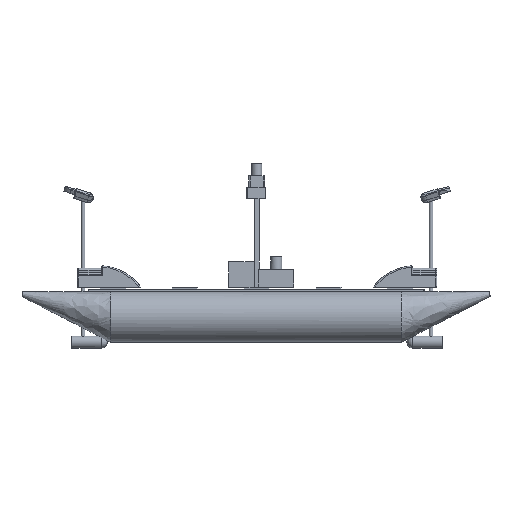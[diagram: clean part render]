
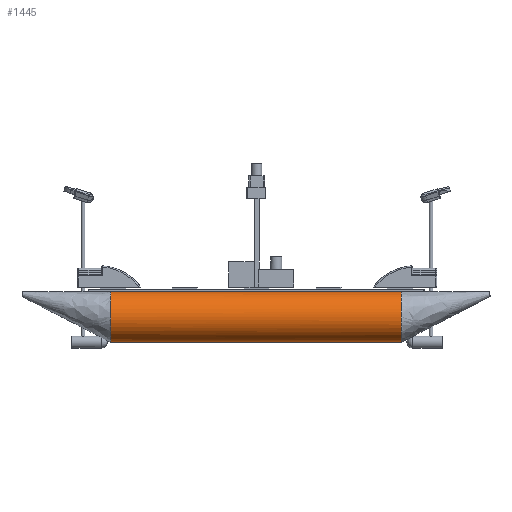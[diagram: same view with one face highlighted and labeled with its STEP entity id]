
A CAD part, left-side view. The second image highlights one B-rep face of the part: STEP entity #1445.
In plain terms, the highlighted free-form (B-spline) face has degree [2, 1] with [9, 2] control points.
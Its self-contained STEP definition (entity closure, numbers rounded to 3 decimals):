
#1320 = VERTEX_POINT('',#1321);
#1321 = CARTESIAN_POINT('',(-537.15,-925.175,
    230.676));
#1326 = EDGE_CURVE('',#1327,#1320,#1329,.T.);
#1327 = VERTEX_POINT('',#1328);
#1328 = CARTESIAN_POINT('',(-896.167,-925.175,
    220.148));
#1329 = ( BOUNDED_CURVE() B_SPLINE_CURVE(2,(#1330,#1331,#1332,#1333,
#1334),.UNSPECIFIED.,.F.,.F.) B_SPLINE_CURVE_WITH_KNOTS((3,2,3),(
    3.142,4.742,6.342),
.PIECEWISE_BEZIER_KNOTS.) CURVE() GEOMETRIC_REPRESENTATION_ITEM() 
RATIONAL_B_SPLINE_CURVE((1.,0.697,1.,0.697,1.)) 
REPRESENTATION_ITEM('') );
#1330 = CARTESIAN_POINT('',(-896.167,-925.175,
    220.148));
#1331 = CARTESIAN_POINT('',(-896.167,-925.175,
    35.14));
#1332 = CARTESIAN_POINT('',(-711.238,-925.175,
    40.563));
#1333 = CARTESIAN_POINT('',(-526.309,-925.175,
    45.986));
#1334 = CARTESIAN_POINT('',(-537.15,-925.175,
    230.676));
#1336 = EDGE_CURVE('',#1337,#1327,#1339,.T.);
#1337 = VERTEX_POINT('',#1338);
#1338 = CARTESIAN_POINT('',(-716.504,-925.175,
    399.811));
#1339 = ( BOUNDED_CURVE() B_SPLINE_CURVE(2,(#1340,#1341,#1342),
.UNSPECIFIED.,.F.,.F.) B_SPLINE_CURVE_WITH_KNOTS((3,3),(1.571,
3.142),.PIECEWISE_BEZIER_KNOTS.) CURVE() 
GEOMETRIC_REPRESENTATION_ITEM() RATIONAL_B_SPLINE_CURVE((1.,
0.707,1.)) REPRESENTATION_ITEM('') );
#1340 = CARTESIAN_POINT('',(-716.504,-925.175,
    399.811));
#1341 = CARTESIAN_POINT('',(-896.167,-925.175,
    399.811));
#1342 = CARTESIAN_POINT('',(-896.167,-925.175,
    220.148));
#1344 = EDGE_CURVE('',#1320,#1337,#1345,.T.);
#1345 = ( BOUNDED_CURVE() B_SPLINE_CURVE(2,(#1346,#1347,#1348),
.UNSPECIFIED.,.F.,.F.) B_SPLINE_CURVE_WITH_KNOTS((3,3),(
0.059,1.571),.PIECEWISE_BEZIER_KNOTS.) CURVE() 
GEOMETRIC_REPRESENTATION_ITEM() RATIONAL_B_SPLINE_CURVE((1.,
0.728,1.)) REPRESENTATION_ITEM('') );
#1346 = CARTESIAN_POINT('',(-537.15,-925.175,
    230.676));
#1347 = CARTESIAN_POINT('',(-547.079,-925.175,
    399.811));
#1348 = CARTESIAN_POINT('',(-716.504,-925.175,
    399.811));
#1395 = VERTEX_POINT('',#1396);
#1396 = CARTESIAN_POINT('',(-537.15,1140.943,
    230.676));
#1401 = EDGE_CURVE('',#1402,#1395,#1404,.T.);
#1402 = VERTEX_POINT('',#1403);
#1403 = CARTESIAN_POINT('',(-716.504,1140.943,
    399.811));
#1404 = ( BOUNDED_CURVE() B_SPLINE_CURVE(2,(#1405,#1406,#1407),
.UNSPECIFIED.,.F.,.F.) B_SPLINE_CURVE_WITH_KNOTS((3,3),(4.712,
6.225),.PIECEWISE_BEZIER_KNOTS.) CURVE() 
GEOMETRIC_REPRESENTATION_ITEM() RATIONAL_B_SPLINE_CURVE((1.,
0.728,1.)) REPRESENTATION_ITEM('') );
#1405 = CARTESIAN_POINT('',(-716.504,1140.943,
    399.811));
#1406 = CARTESIAN_POINT('',(-547.079,1140.943,
    399.811));
#1407 = CARTESIAN_POINT('',(-537.15,1140.943,
    230.676));
#1409 = EDGE_CURVE('',#1410,#1402,#1412,.T.);
#1410 = VERTEX_POINT('',#1411);
#1411 = CARTESIAN_POINT('',(-896.167,1140.943,
    220.148));
#1412 = ( BOUNDED_CURVE() B_SPLINE_CURVE(2,(#1413,#1414,#1415),
.UNSPECIFIED.,.F.,.F.) B_SPLINE_CURVE_WITH_KNOTS((3,3),(3.142,
4.712),.PIECEWISE_BEZIER_KNOTS.) CURVE() 
GEOMETRIC_REPRESENTATION_ITEM() RATIONAL_B_SPLINE_CURVE((1.,
0.707,1.)) REPRESENTATION_ITEM('') );
#1413 = CARTESIAN_POINT('',(-896.167,1140.943,
    220.148));
#1414 = CARTESIAN_POINT('',(-896.167,1140.943,
    399.811));
#1415 = CARTESIAN_POINT('',(-716.504,1140.943,
    399.811));
#1417 = EDGE_CURVE('',#1395,#1410,#1418,.T.);
#1418 = ( BOUNDED_CURVE() B_SPLINE_CURVE(2,(#1419,#1420,#1421,#1422,
#1423),.UNSPECIFIED.,.F.,.F.) B_SPLINE_CURVE_WITH_KNOTS((3,2,3),(
    6.225,7.825,9.425),
.PIECEWISE_BEZIER_KNOTS.) CURVE() GEOMETRIC_REPRESENTATION_ITEM() 
RATIONAL_B_SPLINE_CURVE((1.,0.697,1.,0.697,1.)) 
REPRESENTATION_ITEM('') );
#1419 = CARTESIAN_POINT('',(-537.15,1140.943,
    230.676));
#1420 = CARTESIAN_POINT('',(-526.309,1140.943,
    45.986));
#1421 = CARTESIAN_POINT('',(-711.238,1140.943,
    40.563));
#1422 = CARTESIAN_POINT('',(-896.167,1140.943,
    35.14));
#1423 = CARTESIAN_POINT('',(-896.167,1140.943,
    220.148));
#1445 = ADVANCED_FACE('',(#1446),#1460,.T.);
#1446 = FACE_BOUND('',#1447,.T.);
#1447 = EDGE_LOOP('',(#1448,#1449,#1450,#1455,#1456,#1457,#1458,#1459));
#1448 = ORIENTED_EDGE('',*,*,#1401,.F.);
#1449 = ORIENTED_EDGE('',*,*,#1409,.F.);
#1450 = ORIENTED_EDGE('',*,*,#1451,.T.);
#1451 = EDGE_CURVE('',#1410,#1327,#1452,.T.);
#1452 = B_SPLINE_CURVE_WITH_KNOTS('',1,(#1453,#1454),.UNSPECIFIED.,.F.,
  .F.,(2,2),(-1150.,1150.),.PIECEWISE_BEZIER_KNOTS.);
#1453 = CARTESIAN_POINT('',(-896.167,1140.943,
    220.148));
#1454 = CARTESIAN_POINT('',(-896.167,-925.175,
    220.148));
#1455 = ORIENTED_EDGE('',*,*,#1336,.F.);
#1456 = ORIENTED_EDGE('',*,*,#1344,.F.);
#1457 = ORIENTED_EDGE('',*,*,#1326,.F.);
#1458 = ORIENTED_EDGE('',*,*,#1451,.F.);
#1459 = ORIENTED_EDGE('',*,*,#1417,.F.);
#1460 = ( BOUNDED_SURFACE() B_SPLINE_SURFACE(2,1,(
    (#1461,#1462)
    ,(#1463,#1464)
    ,(#1465,#1466)
    ,(#1467,#1468)
    ,(#1469,#1470)
    ,(#1471,#1472)
    ,(#1473,#1474)
    ,(#1475,#1476)
    ,(#1477,#1478
)),.UNSPECIFIED.,.T.,.F.,.F.) B_SPLINE_SURFACE_WITH_KNOTS((3,2,2,2,3),(2
    ,2),(3.142,4.189,6.283,8.378,
    9.425),(-1150.,1150.),.UNSPECIFIED.) 
GEOMETRIC_REPRESENTATION_ITEM() RATIONAL_B_SPLINE_SURFACE((
    (0.75,0.75)
    ,(0.75,0.75)
    ,(1.,1.)
    ,(0.5,0.5)
    ,(1.,1.)
    ,(0.5,0.5)
    ,(1.,1.)
    ,(0.75,0.75)
,(0.75,0.75))) REPRESENTATION_ITEM('') SURFACE() );
#1461 = CARTESIAN_POINT('',(-896.167,-925.175,
    220.148));
#1462 = CARTESIAN_POINT('',(-896.167,1140.943,
    220.148));
#1463 = CARTESIAN_POINT('',(-896.167,-925.175,
    323.876));
#1464 = CARTESIAN_POINT('',(-896.167,1140.943,
    323.876));
#1465 = CARTESIAN_POINT('',(-806.335,-925.175,
    375.74));
#1466 = CARTESIAN_POINT('',(-806.335,1140.943,
    375.74));
#1467 = CARTESIAN_POINT('',(-536.842,-925.175,
    531.333));
#1468 = CARTESIAN_POINT('',(-536.842,1140.943,
    531.333));
#1469 = CARTESIAN_POINT('',(-536.842,-925.175,
    220.148));
#1470 = CARTESIAN_POINT('',(-536.842,1140.943,
    220.148));
#1471 = CARTESIAN_POINT('',(-536.842,-925.175,
    -91.036));
#1472 = CARTESIAN_POINT('',(-536.842,1140.943,
    -91.036));
#1473 = CARTESIAN_POINT('',(-806.335,-925.175,
    64.556));
#1474 = CARTESIAN_POINT('',(-806.335,1140.943,
    64.556));
#1475 = CARTESIAN_POINT('',(-896.167,-925.175,
    116.42));
#1476 = CARTESIAN_POINT('',(-896.167,1140.943,
    116.42));
#1477 = CARTESIAN_POINT('',(-896.167,-925.175,
    220.148));
#1478 = CARTESIAN_POINT('',(-896.167,1140.943,
    220.148));
